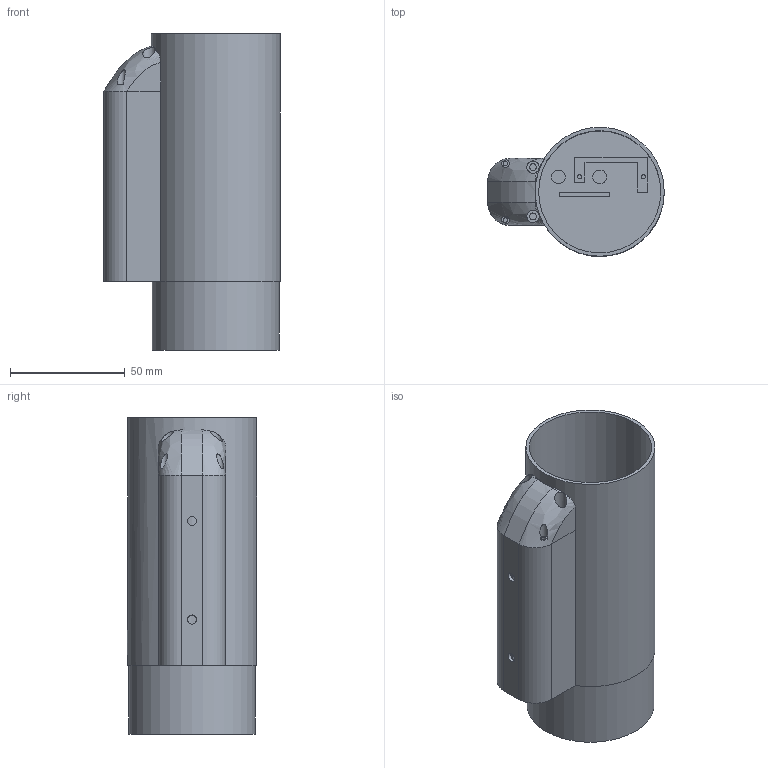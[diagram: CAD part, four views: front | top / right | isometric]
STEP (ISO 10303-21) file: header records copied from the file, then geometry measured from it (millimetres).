
FILE_DESCRIPTION(/* description */ ('STEP AP242','CAx-IF Rec.Pracs.---Representation and Presentation of Product Manufacturing Information (PMI)---4.0---2014-10-13','CAx-IF Rec.Pracs.---3D Tessellated Geometry---0.4---2014-09-14','2;1'),/* implementation_level */ '2;1');
FILE_NAME(/* name */ '66cd2496e456922c9dca30b9',/* time_stamp */ '2024-08-27T00:57:58Z',/* author */ (''),/* organization */ (''),/* preprocessor_version */ 'ST-DEVELOPER v20',/* originating_system */ ' ',/* authorisation */ ' ');
FILE_SCHEMA (('AP242_MANAGED_MODEL_BASED_3D_ENGINEERING_MIM_LF { 1 0 10303 442 1 1 4 }'));
Length unit declared in the file: metre
Products named in the file (2): Part 2; Part 1
Bounding box: 77 x 56.29 x 138 mm (x, y, z)
Volume: 83041.4 mm3; surface area: 67669.6 mm2
Topology: 2 solids, 2 shells, 85 faces, 195 edges, 129 vertices
Faces by surface type: plane 50, cylinder 26, bspline 9
Full cylindrical faces by diameter (mm): 1.8 x2, 2 x4, 3 x4, 4 x2, 5.4 x2, 6 x2, 14 x1, 52.3 x1, 53.3 x1, 55.3 x1, 56.3 x1
Entity records: 2561 total; most frequent: CARTESIAN_POINT 677, DIRECTION 363, ORIENTED_EDGE 340, EDGE_CURVE 170, EDGE_LOOP 137, FACE_BOUND 137, AXIS2_PLACEMENT_3D 137, VERTEX_POINT 125
